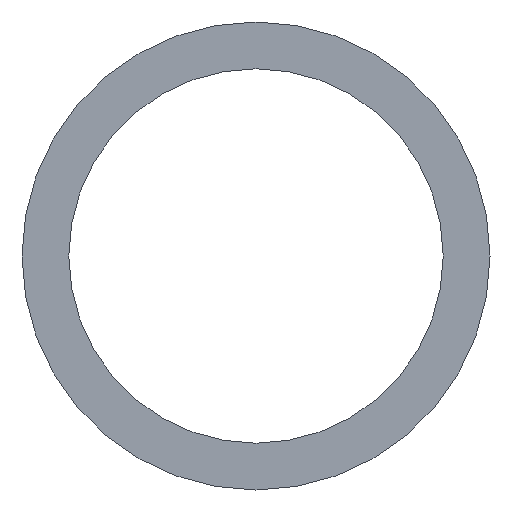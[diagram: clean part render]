
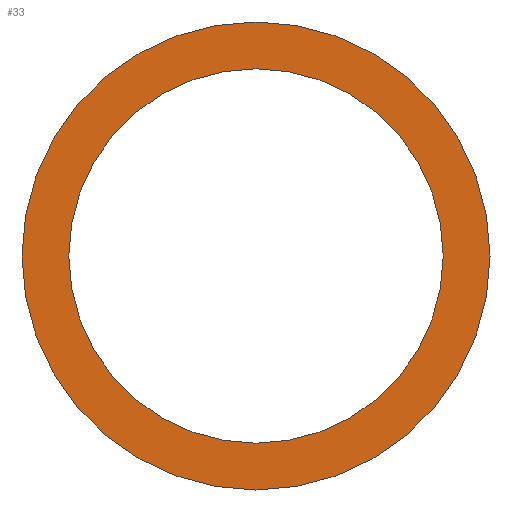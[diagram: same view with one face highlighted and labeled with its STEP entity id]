
A CAD part, left-side view. The second image highlights one B-rep face of the part: STEP entity #33.
In plain terms, the highlighted planar face has unit normal (-1, 0, 0).
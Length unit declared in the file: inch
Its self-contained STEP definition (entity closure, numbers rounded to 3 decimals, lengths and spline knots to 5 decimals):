
#24 = ORIENTED_EDGE ( 'NONE', *, *, #47, .F. ) ;
#33 = ADVANCED_FACE ( 'NONE', ( #126, #89 ), #90, .T. ) ;
#34 = EDGE_LOOP ( 'NONE', ( #63, #64 ) ) ;
#35 = VERTEX_POINT ( 'NONE', #97 ) ;
#42 = VERTEX_POINT ( 'NONE', #129 ) ;
#47 = EDGE_CURVE ( 'NONE', #48, #42, #111, .T. ) ;
#48 = VERTEX_POINT ( 'NONE', #158 ) ;
#55 = EDGE_CURVE ( 'NONE', #42, #48, #137, .T. ) ;
#57 = ORIENTED_EDGE ( 'NONE', *, *, #55, .F. ) ;
#62 = EDGE_CURVE ( 'NONE', #68, #35, #154, .T. ) ;
#63 = ORIENTED_EDGE ( 'NONE', *, *, #62, .T. ) ;
#64 = ORIENTED_EDGE ( 'NONE', *, *, #65, .T. ) ;
#65 = EDGE_CURVE ( 'NONE', #35, #68, #146, .T. ) ;
#66 = EDGE_LOOP ( 'NONE', ( #57, #24 ) ) ;
#68 = VERTEX_POINT ( 'NONE', #171 ) ;
#89 = FACE_BOUND ( 'NONE', #66, .T. ) ;
#90 = PLANE ( 'NONE',  #118 ) ;
#97 = CARTESIAN_POINT ( 'NONE',  ( 0., 0., -0.375 ) ) ;
#98 = DIRECTION ( 'NONE',  ( 0., 0., 1. ) ) ;
#99 = DIRECTION ( 'NONE',  ( -1., 0., 0. ) ) ;
#100 = CARTESIAN_POINT ( 'NONE',  ( 0., -0.3, 0. ) ) ;
#108 = DIRECTION ( 'NONE',  ( 0., 0., 1. ) ) ;
#109 = DIRECTION ( 'NONE',  ( -1., 0., 0. ) ) ;
#110 = AXIS2_PLACEMENT_3D ( 'NONE', #115, #109, #108 ) ;
#111 = CIRCLE ( 'NONE', #110, 0.3 ) ;
#115 = CARTESIAN_POINT ( 'NONE',  ( 0., 0., 0. ) ) ;
#118 = AXIS2_PLACEMENT_3D ( 'NONE', #100, #99, #98 ) ;
#126 = FACE_OUTER_BOUND ( 'NONE', #34, .T. ) ;
#129 = CARTESIAN_POINT ( 'NONE',  ( 0., 0., 0.3 ) ) ;
#137 = CIRCLE ( 'NONE', #164, 0.3 ) ;
#142 = DIRECTION ( 'NONE',  ( 0., 0., 1. ) ) ;
#143 = DIRECTION ( 'NONE',  ( -1., 0., 0. ) ) ;
#144 = CARTESIAN_POINT ( 'NONE',  ( 0., 0., 0. ) ) ;
#145 = AXIS2_PLACEMENT_3D ( 'NONE', #144, #143, #142 ) ;
#146 = CIRCLE ( 'NONE', #145, 0.375 ) ;
#148 = DIRECTION ( 'NONE',  ( 0., 0., 1. ) ) ;
#149 = DIRECTION ( 'NONE',  ( -1., 0., 0. ) ) ;
#152 = CARTESIAN_POINT ( 'NONE',  ( 0., 0., 0. ) ) ;
#153 = AXIS2_PLACEMENT_3D ( 'NONE', #152, #149, #148 ) ;
#154 = CIRCLE ( 'NONE', #153, 0.375 ) ;
#158 = CARTESIAN_POINT ( 'NONE',  ( 0., 0., -0.3 ) ) ;
#161 = DIRECTION ( 'NONE',  ( 0., 0., 1. ) ) ;
#162 = DIRECTION ( 'NONE',  ( -1., 0., 0. ) ) ;
#163 = CARTESIAN_POINT ( 'NONE',  ( 0., 0., 0. ) ) ;
#164 = AXIS2_PLACEMENT_3D ( 'NONE', #163, #162, #161 ) ;
#171 = CARTESIAN_POINT ( 'NONE',  ( 0., 0., 0.375 ) ) ;
